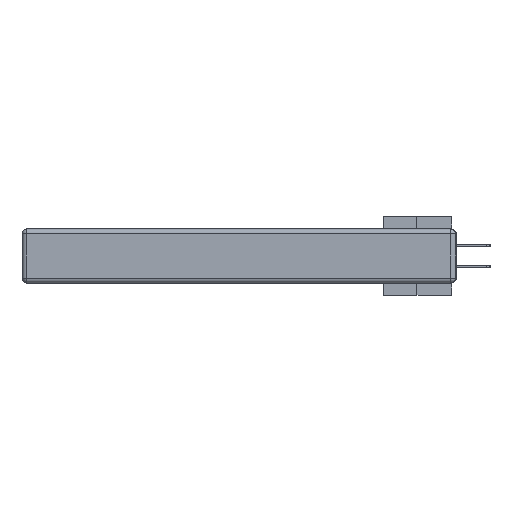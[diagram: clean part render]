
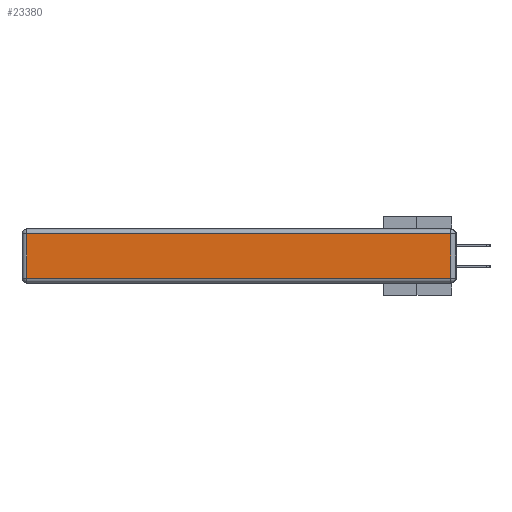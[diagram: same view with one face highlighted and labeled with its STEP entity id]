
A CAD part, left-side view. The second image highlights one B-rep face of the part: STEP entity #23380.
In plain terms, the highlighted planar face has unit normal (-1, 0, 0).
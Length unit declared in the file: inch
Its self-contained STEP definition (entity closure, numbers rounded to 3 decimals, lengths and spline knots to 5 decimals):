
#1496 = LINE ( 'NONE', #13542, #27114 ) ;
#1945 = ORIENTED_EDGE ( 'NONE', *, *, #3075, .T. ) ;
#3075 = EDGE_CURVE ( 'NONE', #30447, #34488, #24610, .T. ) ;
#3854 = LINE ( 'NONE', #10419, #10688 ) ;
#4823 = DIRECTION ( 'NONE',  ( 0., 1., 0. ) ) ;
#6433 = AXIS2_PLACEMENT_3D ( 'NONE', #41302, #14632, #41574 ) ;
#8806 = DIRECTION ( 'NONE',  ( 0., 0., 1. ) ) ;
#10419 = CARTESIAN_POINT ( 'NONE',  ( 0., 0., -0.313 ) ) ;
#10497 = VECTOR ( 'NONE', #8806, 39.37008 ) ;
#10688 = VECTOR ( 'NONE', #13775, 39.37008 ) ;
#10815 = EDGE_CURVE ( 'NONE', #28454, #30447, #3854, .T. ) ;
#11559 = CARTESIAN_POINT ( 'NONE',  ( 0., 2.75, -0.03 ) ) ;
#13542 = CARTESIAN_POINT ( 'NONE',  ( 0., 2.72, -0.343 ) ) ;
#13658 = ORIENTED_EDGE ( 'NONE', *, *, #10815, .T. ) ;
#13775 = DIRECTION ( 'NONE',  ( 0., -1., 0. ) ) ;
#14632 = DIRECTION ( 'NONE',  ( -1., 0., 0. ) ) ;
#16245 = ORIENTED_EDGE ( 'NONE', *, *, #26920, .T. ) ;
#16550 = DIRECTION ( 'NONE',  ( 0., 0., -1. ) ) ;
#16773 = CARTESIAN_POINT ( 'NONE',  ( 0., 2.72, -0.313 ) ) ;
#16932 = VECTOR ( 'NONE', #4823, 39.37008 ) ;
#23380 = ADVANCED_FACE ( 'NONE', ( #27443 ), #24383, .T. ) ;
#24383 = PLANE ( 'NONE',  #6433 ) ;
#24610 = LINE ( 'NONE', #28775, #10497 ) ;
#24762 = EDGE_CURVE ( 'NONE', #34488, #25309, #30473, .T. ) ;
#25309 = VERTEX_POINT ( 'NONE', #30983 ) ;
#25578 = EDGE_LOOP ( 'NONE', ( #13658, #1945, #37176, #16245 ) ) ;
#26920 = EDGE_CURVE ( 'NONE', #25309, #28454, #1496, .T. ) ;
#27114 = VECTOR ( 'NONE', #16550, 39.37008 ) ;
#27443 = FACE_OUTER_BOUND ( 'NONE', #25578, .T. ) ;
#28454 = VERTEX_POINT ( 'NONE', #16773 ) ;
#28775 = CARTESIAN_POINT ( 'NONE',  ( 0., 0.03, -0.343 ) ) ;
#30447 = VERTEX_POINT ( 'NONE', #43062 ) ;
#30473 = LINE ( 'NONE', #11559, #16932 ) ;
#30983 = CARTESIAN_POINT ( 'NONE',  ( 0., 2.72, -0.03 ) ) ;
#34488 = VERTEX_POINT ( 'NONE', #36967 ) ;
#36967 = CARTESIAN_POINT ( 'NONE',  ( 0., 0.03, -0.03 ) ) ;
#37176 = ORIENTED_EDGE ( 'NONE', *, *, #24762, .T. ) ;
#41302 = CARTESIAN_POINT ( 'NONE',  ( 0., 0., -0.343 ) ) ;
#41574 = DIRECTION ( 'NONE',  ( 0., 0., 1. ) ) ;
#43062 = CARTESIAN_POINT ( 'NONE',  ( 0., 0.03, -0.313 ) ) ;
